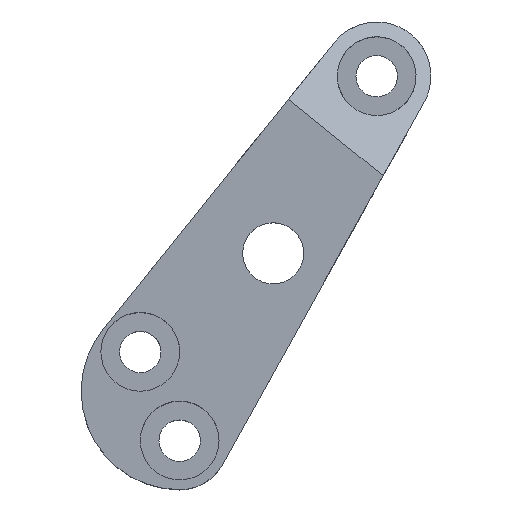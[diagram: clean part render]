
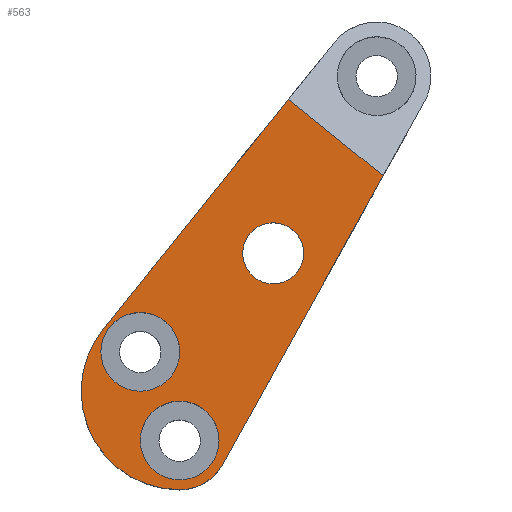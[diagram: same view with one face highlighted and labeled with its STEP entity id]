
A CAD part, top view. The second image highlights one B-rep face of the part: STEP entity #563.
In plain terms, the highlighted planar face has unit normal (0, 0, 1).
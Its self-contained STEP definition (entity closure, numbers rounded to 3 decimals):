
#24=CIRCLE('',#606,2.);
#25=CIRCLE('',#607,2.);
#29=CIRCLE('',#613,2.);
#30=CIRCLE('',#614,2.);
#47=CIRCLE('',#642,1.55);
#48=CIRCLE('',#646,2.5);
#49=CIRCLE('',#648,5.);
#72=FACE_BOUND('',#136,.T.);
#73=FACE_BOUND('',#137,.T.);
#74=FACE_BOUND('',#138,.T.);
#101=FACE_OUTER_BOUND('',#135,.T.);
#135=EDGE_LOOP('',(#487,#488,#489,#490,#491));
#136=EDGE_LOOP('',(#492,#493));
#137=EDGE_LOOP('',(#494,#495));
#138=EDGE_LOOP('',(#496));
#140=LINE('',#829,#177);
#144=LINE('',#843,#181);
#165=LINE('',#895,#202);
#177=VECTOR('',#657,10.);
#181=VECTOR('',#671,10.);
#202=VECTOR('',#712,10.);
#218=VERTEX_POINT('',#826);
#219=VERTEX_POINT('',#828);
#224=VERTEX_POINT('',#842);
#245=VERTEX_POINT('',#893);
#248=VERTEX_POINT('',#903);
#249=VERTEX_POINT('',#904);
#253=VERTEX_POINT('',#916);
#254=VERTEX_POINT('',#917);
#267=VERTEX_POINT('',#964);
#268=VERTEX_POINT('',#972);
#271=EDGE_CURVE('',#219,#218,#140,.T.);
#278=EDGE_CURVE('',#224,#219,#144,.T.);
#305=EDGE_CURVE('',#218,#245,#165,.T.);
#309=EDGE_CURVE('',#248,#249,#24,.T.);
#310=EDGE_CURVE('',#249,#248,#25,.T.);
#315=EDGE_CURVE('',#253,#254,#29,.T.);
#316=EDGE_CURVE('',#254,#253,#30,.T.);
#338=EDGE_CURVE('',#267,#267,#47,.T.);
#342=EDGE_CURVE('',#268,#224,#48,.T.);
#344=EDGE_CURVE('',#245,#268,#49,.T.);
#487=ORIENTED_EDGE('',*,*,#271,.T.);
#488=ORIENTED_EDGE('',*,*,#305,.T.);
#489=ORIENTED_EDGE('',*,*,#344,.T.);
#490=ORIENTED_EDGE('',*,*,#342,.T.);
#491=ORIENTED_EDGE('',*,*,#278,.T.);
#492=ORIENTED_EDGE('',*,*,#309,.T.);
#493=ORIENTED_EDGE('',*,*,#310,.T.);
#494=ORIENTED_EDGE('',*,*,#315,.T.);
#495=ORIENTED_EDGE('',*,*,#316,.T.);
#496=ORIENTED_EDGE('',*,*,#338,.T.);
#508=PLANE('',#649);
#563=ADVANCED_FACE('',(#101,#72,#73,#74),#508,.T.);
#606=AXIS2_PLACEMENT_3D('',#905,#723,#724);
#607=AXIS2_PLACEMENT_3D('',#906,#725,#726);
#613=AXIS2_PLACEMENT_3D('',#918,#738,#739);
#614=AXIS2_PLACEMENT_3D('',#919,#740,#741);
#642=AXIS2_PLACEMENT_3D('',#965,#801,#802);
#646=AXIS2_PLACEMENT_3D('',#973,#812,#813);
#648=AXIS2_PLACEMENT_3D('',#976,#817,#818);
#649=AXIS2_PLACEMENT_3D('',#977,#819,#820);
#657=DIRECTION('',(-0.779,0.627,0.));
#671=DIRECTION('',(0.486,0.874,0.));
#712=DIRECTION('',(-0.627,-0.779,0.));
#723=DIRECTION('center_axis',(0.,0.,-1.));
#724=DIRECTION('ref_axis',(1.,0.,0.));
#725=DIRECTION('center_axis',(0.,0.,-1.));
#726=DIRECTION('ref_axis',(1.,0.,0.));
#738=DIRECTION('center_axis',(0.,0.,-1.));
#739=DIRECTION('ref_axis',(1.,0.,0.));
#740=DIRECTION('center_axis',(0.,0.,-1.));
#741=DIRECTION('ref_axis',(1.,0.,0.));
#801=DIRECTION('center_axis',(0.,0.,-1.));
#802=DIRECTION('ref_axis',(-1.,0.,0.));
#812=DIRECTION('center_axis',(0.,0.,1.));
#813=DIRECTION('ref_axis',(1.,0.,0.));
#817=DIRECTION('center_axis',(0.,0.,1.));
#818=DIRECTION('ref_axis',(1.,0.,0.));
#819=DIRECTION('center_axis',(0.,0.,1.));
#820=DIRECTION('ref_axis',(1.,0.,0.));
#826=CARTESIAN_POINT('',(10.516,19.818,8.));
#828=CARTESIAN_POINT('',(15.332,15.938,8.));
#829=CARTESIAN_POINT('',(11.587,18.955,8.));
#842=CARTESIAN_POINT('',(7.185,1.285,8.));
#843=CARTESIAN_POINT('',(7.185,1.285,8.));
#893=CARTESIAN_POINT('',(1.106,8.137,8.));
#895=CARTESIAN_POINT('',(12.858,22.725,8.));
#903=CARTESIAN_POINT('',(7.,2.5,8.));
#904=CARTESIAN_POINT('',(3.,2.5,8.));
#905=CARTESIAN_POINT('Origin',(5.,2.5,8.));
#906=CARTESIAN_POINT('Origin',(5.,2.5,8.));
#916=CARTESIAN_POINT('',(5.,7.,8.));
#917=CARTESIAN_POINT('',(1.,7.,8.));
#918=CARTESIAN_POINT('Origin',(3.,7.,8.));
#919=CARTESIAN_POINT('Origin',(3.,7.,8.));
#964=CARTESIAN_POINT('',(11.299,12.,8.));
#965=CARTESIAN_POINT('Origin',(9.749,12.,8.));
#972=CARTESIAN_POINT('',(5.,0.,8.));
#973=CARTESIAN_POINT('Origin',(5.,2.5,8.));
#976=CARTESIAN_POINT('Origin',(5.,5.,8.));
#977=CARTESIAN_POINT('Origin',(15.,21.,8.));
